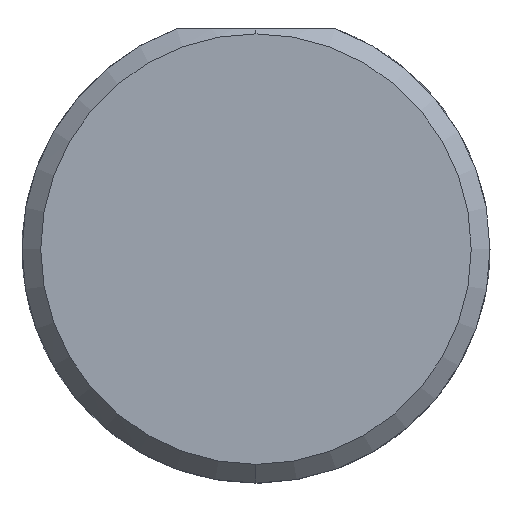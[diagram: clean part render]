
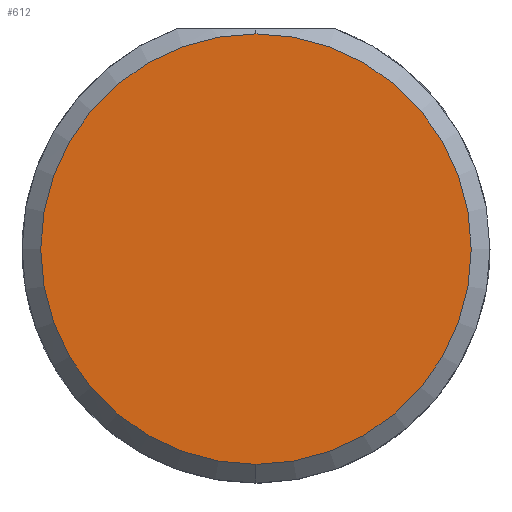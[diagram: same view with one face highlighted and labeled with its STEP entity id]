
A CAD part, left-side view. The second image highlights one B-rep face of the part: STEP entity #612.
In plain terms, the highlighted planar face has unit normal (-1, 0, 0).
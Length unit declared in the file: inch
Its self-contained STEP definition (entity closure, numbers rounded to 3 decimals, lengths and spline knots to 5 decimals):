
#37 = CARTESIAN_POINT ( 'NONE',  ( 0., 0., 0. ) ) ;
#38 = DIRECTION ( 'NONE',  ( -1., 0., 0. ) ) ;
#50 = DIRECTION ( 'NONE',  ( 0., 0., -1. ) ) ;
#57 = EDGE_CURVE ( 'NONE', #299, #501, #535, .T. ) ;
#99 = CARTESIAN_POINT ( 'NONE',  ( 0., 0., 0.17235 ) ) ;
#122 = ORIENTED_EDGE ( 'NONE', *, *, #57, .T. ) ;
#127 = AXIS2_PLACEMENT_3D ( 'NONE', #603, #38, #765 ) ;
#180 = AXIS2_PLACEMENT_3D ( 'NONE', #616, #237, #50 ) ;
#190 = AXIS2_PLACEMENT_3D ( 'NONE', #37, #782, #721 ) ;
#237 = DIRECTION ( 'NONE',  ( -1., 0., 0. ) ) ;
#299 = VERTEX_POINT ( 'NONE', #99 ) ;
#329 = ORIENTED_EDGE ( 'NONE', *, *, #550, .T. ) ;
#334 = EDGE_LOOP ( 'NONE', ( #329, #122 ) ) ;
#353 = PLANE ( 'NONE',  #190 ) ;
#501 = VERTEX_POINT ( 'NONE', #663 ) ;
#535 = CIRCLE ( 'NONE', #180, 0.17235 ) ;
#539 = FACE_OUTER_BOUND ( 'NONE', #334, .T. ) ;
#550 = EDGE_CURVE ( 'NONE', #501, #299, #553, .T. ) ;
#553 = CIRCLE ( 'NONE', #127, 0.17235 ) ;
#603 = CARTESIAN_POINT ( 'NONE',  ( 0., 0., 0. ) ) ;
#612 = ADVANCED_FACE ( 'NONE', ( #539 ), #353, .F. ) ;
#616 = CARTESIAN_POINT ( 'NONE',  ( 0., 0., 0. ) ) ;
#663 = CARTESIAN_POINT ( 'NONE',  ( 0., 0., -0.17235 ) ) ;
#721 = DIRECTION ( 'NONE',  ( 0., 0., -1. ) ) ;
#765 = DIRECTION ( 'NONE',  ( 0., 0., -1. ) ) ;
#782 = DIRECTION ( 'NONE',  ( 1., 0., 0. ) ) ;
